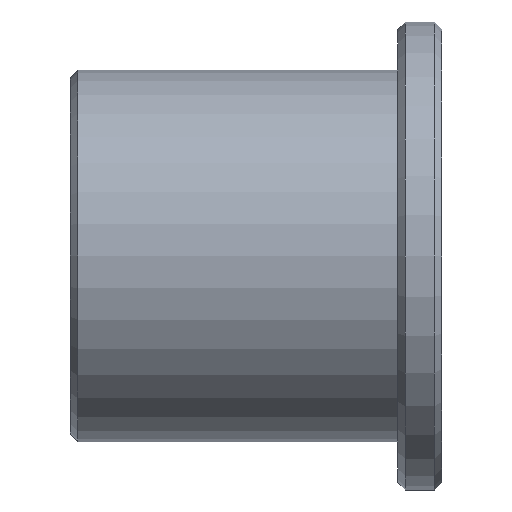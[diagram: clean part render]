
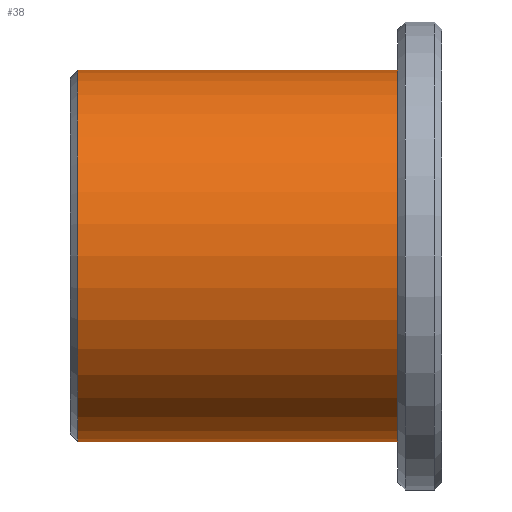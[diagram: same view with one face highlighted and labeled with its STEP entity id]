
A CAD part, left-side view. The second image highlights one B-rep face of the part: STEP entity #38.
In plain terms, the highlighted cylindrical face has radius 12.7 mm (diameter 25.4 mm), a partial arc.
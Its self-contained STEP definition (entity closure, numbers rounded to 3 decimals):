
#1 = DIRECTION ( 'NONE',  ( 0., 0., -1. ) ) ;
#38 = ADVANCED_FACE ( 'NONE', ( #125 ), #348, .T. ) ;
#50 = AXIS2_PLACEMENT_3D ( 'NONE', #394, #294, #330 ) ;
#58 = EDGE_CURVE ( 'NONE', #75, #211, #478, .T. ) ;
#67 = ORIENTED_EDGE ( 'NONE', *, *, #467, .F. ) ;
#75 = VERTEX_POINT ( 'NONE', #185 ) ;
#86 = CARTESIAN_POINT ( 'NONE',  ( 0., 3., 12.7 ) ) ;
#108 = DIRECTION ( 'NONE',  ( 0., -1., 0. ) ) ;
#125 = FACE_OUTER_BOUND ( 'NONE', #311, .T. ) ;
#126 = CARTESIAN_POINT ( 'NONE',  ( 0., 24.9, 12.7 ) ) ;
#155 = CARTESIAN_POINT ( 'NONE',  ( 0., 24.9, 0. ) ) ;
#169 = CARTESIAN_POINT ( 'NONE',  ( 0., 0., -12.7 ) ) ;
#185 = CARTESIAN_POINT ( 'NONE',  ( 0., 24.9, -12.7 ) ) ;
#211 = VERTEX_POINT ( 'NONE', #479 ) ;
#247 = VECTOR ( 'NONE', #462, 1000. ) ;
#279 = VERTEX_POINT ( 'NONE', #86 ) ;
#282 = DIRECTION ( 'NONE',  ( 0., -1., 0. ) ) ;
#293 = VERTEX_POINT ( 'NONE', #126 ) ;
#294 = DIRECTION ( 'NONE',  ( 0., -1., 0. ) ) ;
#311 = EDGE_LOOP ( 'NONE', ( #434, #532, #335, #67 ) ) ;
#313 = AXIS2_PLACEMENT_3D ( 'NONE', #546, #282, #1 ) ;
#326 = AXIS2_PLACEMENT_3D ( 'NONE', #155, #108, #558 ) ;
#330 = DIRECTION ( 'NONE',  ( 0., 0., -1. ) ) ;
#335 = ORIENTED_EDGE ( 'NONE', *, *, #58, .T. ) ;
#338 = CIRCLE ( 'NONE', #326, 12.7 ) ;
#348 = CYLINDRICAL_SURFACE ( 'NONE', #50, 12.7 ) ;
#356 = LINE ( 'NONE', #587, #247 ) ;
#389 = DIRECTION ( 'NONE',  ( 0., -1., 0. ) ) ;
#394 = CARTESIAN_POINT ( 'NONE',  ( 0., 0., 0. ) ) ;
#434 = ORIENTED_EDGE ( 'NONE', *, *, #481, .F. ) ;
#462 = DIRECTION ( 'NONE',  ( 0., -1., 0. ) ) ;
#467 = EDGE_CURVE ( 'NONE', #279, #211, #483, .T. ) ;
#470 = VECTOR ( 'NONE', #389, 1000. ) ;
#478 = LINE ( 'NONE', #169, #470 ) ;
#479 = CARTESIAN_POINT ( 'NONE',  ( 0., 3., -12.7 ) ) ;
#481 = EDGE_CURVE ( 'NONE', #293, #279, #356, .T. ) ;
#483 = CIRCLE ( 'NONE', #313, 12.7 ) ;
#520 = EDGE_CURVE ( 'NONE', #293, #75, #338, .T. ) ;
#532 = ORIENTED_EDGE ( 'NONE', *, *, #520, .T. ) ;
#546 = CARTESIAN_POINT ( 'NONE',  ( 0., 3., 0. ) ) ;
#558 = DIRECTION ( 'NONE',  ( 0., 0., 1. ) ) ;
#587 = CARTESIAN_POINT ( 'NONE',  ( 0., 0., 12.7 ) ) ;
